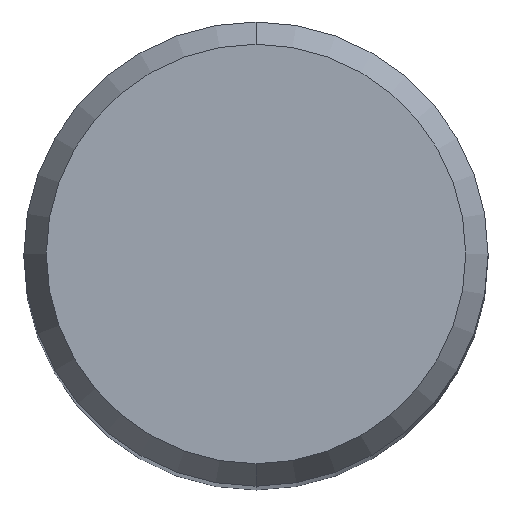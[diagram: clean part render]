
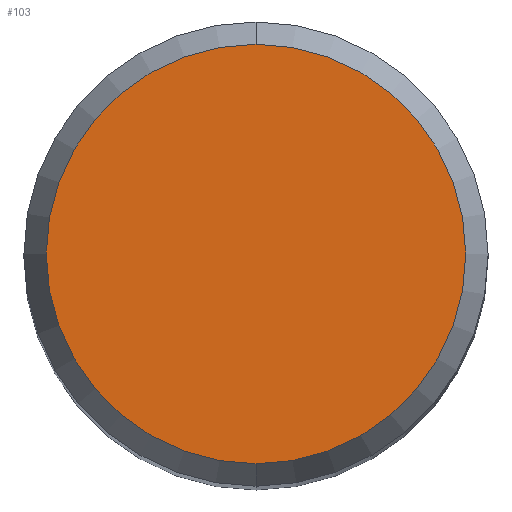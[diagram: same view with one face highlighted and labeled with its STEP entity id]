
A CAD part, top view. The second image highlights one B-rep face of the part: STEP entity #103.
In plain terms, the highlighted planar face has unit normal (0, 0, 1).
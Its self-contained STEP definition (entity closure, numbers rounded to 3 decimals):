
#103=ADVANCED_FACE('',(#233),#234,.T.);
#119=VERTEX_POINT('',#252);
#121=EDGE_CURVE('',#119,#165,#254,.T.);
#155=EDGE_CURVE('',#165,#119,#293,.T.);
#165=VERTEX_POINT('',#304);
#233=FACE_OUTER_BOUND('',#373,.T.);
#234=PLANE('',#374);
#252=CARTESIAN_POINT('',(0.,-4.304,0.01));
#254=CIRCLE('',#401,4.304);
#293=CIRCLE('',#446,4.304);
#304=CARTESIAN_POINT('',(0.0,4.304,0.01));
#373=EDGE_LOOP('',(#535,#536));
#374=AXIS2_PLACEMENT_3D('',#537,#538,#539);
#401=AXIS2_PLACEMENT_3D('',#557,#558,#559);
#446=AXIS2_PLACEMENT_3D('',#616,#617,#618);
#535=ORIENTED_EDGE('',*,*,#155,.F.);
#536=ORIENTED_EDGE('',*,*,#121,.F.);
#537=CARTESIAN_POINT('',(0.0,2.152,0.01));
#538=DIRECTION('',(-0.0,0.0,1.0));
#539=DIRECTION('',(0.0,-1.0,0.0));
#557=CARTESIAN_POINT('',(0.0,0.0,0.01));
#558=DIRECTION('',(0.0,0.0,-1.0));
#559=DIRECTION('',(0.0,1.0,0.0));
#616=CARTESIAN_POINT('',(0.0,0.0,0.01));
#617=DIRECTION('',(0.0,0.0,-1.0));
#618=DIRECTION('',(0.0,1.0,0.0));
